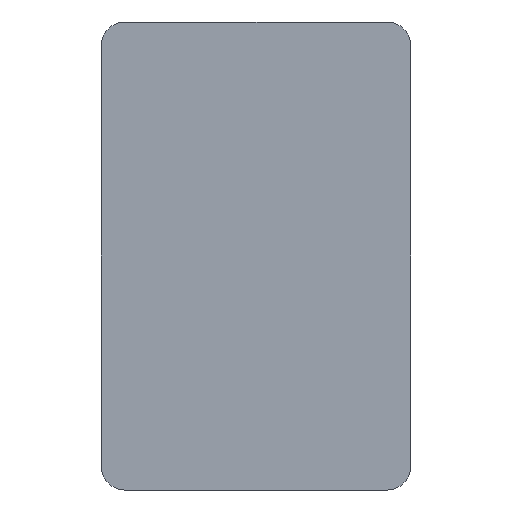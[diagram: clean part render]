
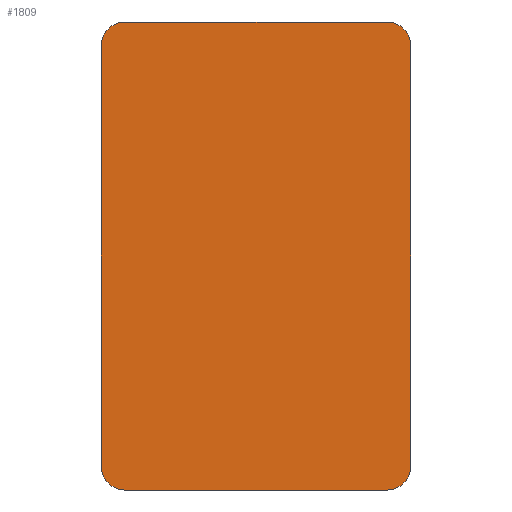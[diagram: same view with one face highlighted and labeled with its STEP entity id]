
A CAD part, front view. The second image highlights one B-rep face of the part: STEP entity #1809.
In plain terms, the highlighted planar face has unit normal (0, -1, 0).
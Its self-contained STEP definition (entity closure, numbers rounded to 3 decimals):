
#104=PLANE('',#1994);
#195=FACE_OUTER_BOUND('',#314,.T.);
#314=EDGE_LOOP('',(#1682,#1683,#1684,#1685,#1686,#1687,#1688,#1689));
#484=LINE('',#2998,#665);
#488=LINE('',#3007,#669);
#491=LINE('',#3015,#672);
#494=LINE('',#3023,#675);
#665=VECTOR('',#2470,10.);
#669=VECTOR('',#2480,10.);
#672=VECTOR('',#2489,10.);
#675=VECTOR('',#2498,10.);
#747=CIRCLE('',#1983,6.);
#748=CIRCLE('',#1986,6.);
#749=CIRCLE('',#1989,6.);
#750=CIRCLE('',#1992,6.);
#917=VERTEX_POINT('',#2996);
#918=VERTEX_POINT('',#2997);
#919=VERTEX_POINT('',#3002);
#920=VERTEX_POINT('',#3006);
#921=VERTEX_POINT('',#3010);
#922=VERTEX_POINT('',#3014);
#923=VERTEX_POINT('',#3018);
#924=VERTEX_POINT('',#3022);
#1164=EDGE_CURVE('',#917,#918,#484,.T.);
#1167=EDGE_CURVE('',#919,#917,#747,.T.);
#1169=EDGE_CURVE('',#920,#919,#488,.T.);
#1171=EDGE_CURVE('',#921,#920,#748,.T.);
#1173=EDGE_CURVE('',#922,#921,#491,.T.);
#1175=EDGE_CURVE('',#923,#922,#749,.T.);
#1177=EDGE_CURVE('',#924,#923,#494,.T.);
#1179=EDGE_CURVE('',#918,#924,#750,.T.);
#1682=ORIENTED_EDGE('',*,*,#1179,.F.);
#1683=ORIENTED_EDGE('',*,*,#1164,.F.);
#1684=ORIENTED_EDGE('',*,*,#1167,.F.);
#1685=ORIENTED_EDGE('',*,*,#1169,.F.);
#1686=ORIENTED_EDGE('',*,*,#1171,.F.);
#1687=ORIENTED_EDGE('',*,*,#1173,.F.);
#1688=ORIENTED_EDGE('',*,*,#1175,.F.);
#1689=ORIENTED_EDGE('',*,*,#1177,.F.);
#1809=ADVANCED_FACE('',(#195),#104,.F.);
#1983=AXIS2_PLACEMENT_3D('',#3003,#2475,#2476);
#1986=AXIS2_PLACEMENT_3D('',#3011,#2484,#2485);
#1989=AXIS2_PLACEMENT_3D('',#3019,#2493,#2494);
#1992=AXIS2_PLACEMENT_3D('',#3026,#2502,#2503);
#1994=AXIS2_PLACEMENT_3D('',#3028,#2506,#2507);
#2470=DIRECTION('',(0.,0.,1.));
#2475=DIRECTION('center_axis',(0.,1.,0.));
#2476=DIRECTION('ref_axis',(0.,0.,-1.));
#2480=DIRECTION('',(-1.,0.,0.));
#2484=DIRECTION('center_axis',(0.,1.,0.));
#2485=DIRECTION('ref_axis',(1.,0.,0.));
#2489=DIRECTION('',(0.,0.,-1.));
#2493=DIRECTION('center_axis',(0.,1.,0.));
#2494=DIRECTION('ref_axis',(0.,0.,1.));
#2498=DIRECTION('',(1.,0.,0.));
#2502=DIRECTION('center_axis',(0.,1.,0.));
#2503=DIRECTION('ref_axis',(-1.,0.,0.));
#2506=DIRECTION('center_axis',(0.,1.,0.));
#2507=DIRECTION('ref_axis',(0.,0.,1.));
#2996=CARTESIAN_POINT('',(-39.075,0.,-53.075));
#2997=CARTESIAN_POINT('',(-39.075,0.,53.075));
#2998=CARTESIAN_POINT('',(-39.075,0.,-53.075));
#3002=CARTESIAN_POINT('',(-33.075,0.,-59.075));
#3003=CARTESIAN_POINT('Origin',(-33.075,0.,-53.075));
#3006=CARTESIAN_POINT('',(33.075,0.,-59.075));
#3007=CARTESIAN_POINT('',(33.075,0.,-59.075));
#3010=CARTESIAN_POINT('',(39.075,0.,-53.075));
#3011=CARTESIAN_POINT('Origin',(33.075,0.,-53.075));
#3014=CARTESIAN_POINT('',(39.075,0.,53.075));
#3015=CARTESIAN_POINT('',(39.075,0.,53.075));
#3018=CARTESIAN_POINT('',(33.075,0.,59.075));
#3019=CARTESIAN_POINT('Origin',(33.075,0.,53.075));
#3022=CARTESIAN_POINT('',(-33.075,0.,59.075));
#3023=CARTESIAN_POINT('',(-33.075,0.,59.075));
#3026=CARTESIAN_POINT('Origin',(-33.075,0.,53.075));
#3028=CARTESIAN_POINT('Origin',(0.,0.,0.));
